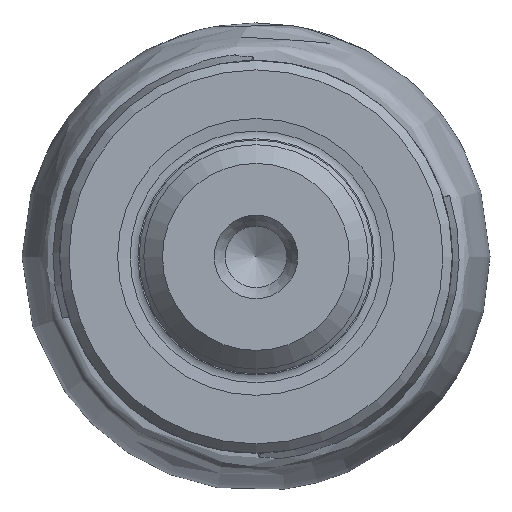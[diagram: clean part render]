
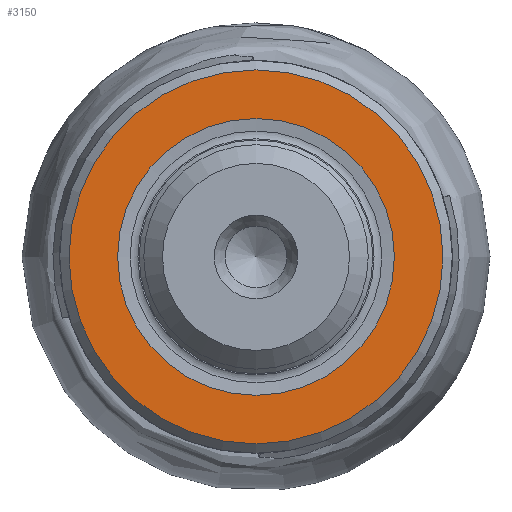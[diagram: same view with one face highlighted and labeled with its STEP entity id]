
A CAD part, left-side view. The second image highlights one B-rep face of the part: STEP entity #3150.
In plain terms, the highlighted planar face has unit normal (-1, 0, 0).
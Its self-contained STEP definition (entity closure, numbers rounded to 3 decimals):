
#191 = ORIENTED_EDGE ( 'NONE', *, *, #2096, .F. ) ;
#222 = ORIENTED_EDGE ( 'NONE', *, *, #3777, .T. ) ;
#304 = AXIS2_PLACEMENT_3D ( 'NONE', #3727, #3111, #4031 ) ;
#601 = VERTEX_POINT ( 'NONE', #3529 ) ;
#620 = DIRECTION ( 'NONE',  ( 1., 0., 0. ) ) ;
#1465 = CIRCLE ( 'NONE', #1876, 7.4 ) ;
#1639 = CARTESIAN_POINT ( 'NONE',  ( -31.05, 0., -10. ) ) ;
#1773 = AXIS2_PLACEMENT_3D ( 'NONE', #2468, #620, #2798 ) ;
#1802 = DIRECTION ( 'NONE',  ( 1., 0., 0. ) ) ;
#1876 = AXIS2_PLACEMENT_3D ( 'NONE', #3683, #1802, #3988 ) ;
#2096 = EDGE_CURVE ( 'NONE', #2436, #2436, #3509, .T. ) ;
#2232 = FACE_BOUND ( 'NONE', #2892, .T. ) ;
#2436 = VERTEX_POINT ( 'NONE', #1639 ) ;
#2468 = CARTESIAN_POINT ( 'NONE',  ( -31.05, 0., 0. ) ) ;
#2798 = DIRECTION ( 'NONE',  ( 0., 0., -1. ) ) ;
#2846 = EDGE_LOOP ( 'NONE', ( #191 ) ) ;
#2892 = EDGE_LOOP ( 'NONE', ( #222 ) ) ;
#3111 = DIRECTION ( 'NONE',  ( -1., 0., 0. ) ) ;
#3150 = ADVANCED_FACE ( 'NONE', ( #2232, #3811 ), #3418, .T. ) ;
#3418 = PLANE ( 'NONE',  #304 ) ;
#3509 = CIRCLE ( 'NONE', #1773, 10. ) ;
#3529 = CARTESIAN_POINT ( 'NONE',  ( -31.05, 0., -7.4 ) ) ;
#3683 = CARTESIAN_POINT ( 'NONE',  ( -31.05, 0., 0. ) ) ;
#3727 = CARTESIAN_POINT ( 'NONE',  ( -31.05, 10., 0. ) ) ;
#3777 = EDGE_CURVE ( 'NONE', #601, #601, #1465, .T. ) ;
#3811 = FACE_OUTER_BOUND ( 'NONE', #2846, .T. ) ;
#3988 = DIRECTION ( 'NONE',  ( 0., 0., -1. ) ) ;
#4031 = DIRECTION ( 'NONE',  ( 0., 0., 1. ) ) ;
